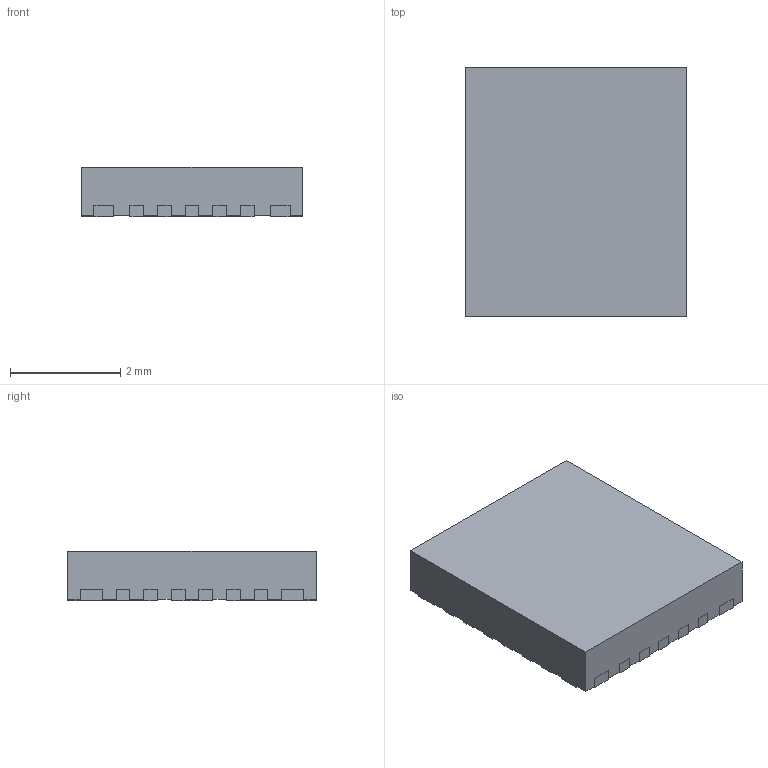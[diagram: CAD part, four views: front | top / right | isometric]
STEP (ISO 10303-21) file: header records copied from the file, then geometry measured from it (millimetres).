
FILE_DESCRIPTION((''),'2;1');
FILE_NAME('RNF0026B_ASM','2016-07-12T',('a0412086'),(''),'CREO PARAMETRIC BY PTC INC, 2016050','CREO PARAMETRIC BY PTC INC, 2016050','');
FILE_SCHEMA(('AUTOMOTIVE_DESIGN { 1 0 10303 214 1 1 1 1 }'));
Length unit declared in the file: millimetre
Products named in the file (4): FRAME-RNF0026B; BODY-QFN; PIN1-ID; RNF0026B_ASM
Assembly tree (3 placements, depth 2):
  RNF0026B_ASM
    FRAME-RNF0026B
    BODY-QFN
    PIN1-ID
Bounding box: 4 x 4.5 x 0.9 mm (x, y, z)
Volume: 15.9 mm3; surface area: 88.7 mm2
Topology: 28 solids, 28 shells, 295 faces, 714 edges, 476 vertices
Faces by surface type: plane 271, cylinder 24
Entity records: 11531 total; most frequent: CARTESIAN_POINT 1499, ORIENTED_EDGE 1428, DIRECTION 1366, PRESENTATION_STYLE_ASSIGNMENT 769, STYLED_ITEM 742, CURVE_STYLE 714, EDGE_CURVE 714, VECTOR 666
